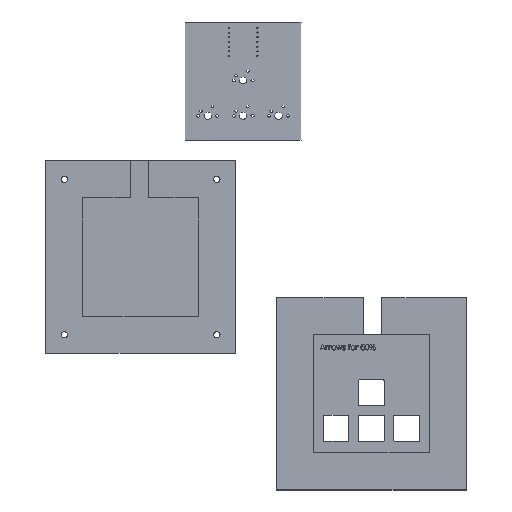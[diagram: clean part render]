
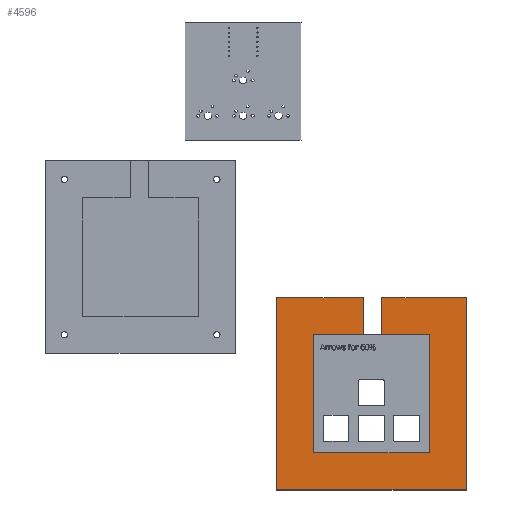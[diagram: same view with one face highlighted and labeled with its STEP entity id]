
A CAD part, top view. The second image highlights one B-rep face of the part: STEP entity #4596.
In plain terms, the highlighted planar face has unit normal (0, 0, 1).
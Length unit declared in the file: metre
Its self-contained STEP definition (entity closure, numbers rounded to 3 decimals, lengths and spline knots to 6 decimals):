
#923=ORIENTED_EDGE('',*,*,#2155,.F.);
#924=ORIENTED_EDGE('',*,*,#2104,.T.);
#925=ORIENTED_EDGE('',*,*,#2146,.T.);
#926=ORIENTED_EDGE('',*,*,#2112,.F.);
#927=ORIENTED_EDGE('',*,*,#2110,.F.);
#928=ORIENTED_EDGE('',*,*,#2107,.T.);
#929=ORIENTED_EDGE('',*,*,#2156,.T.);
#930=ORIENTED_EDGE('',*,*,#2061,.F.);
#931=ORIENTED_EDGE('',*,*,#2151,.T.);
#932=ORIENTED_EDGE('',*,*,#2153,.T.);
#933=ORIENTED_EDGE('',*,*,#2154,.F.);
#934=ORIENTED_EDGE('',*,*,#2148,.F.);
#2061=EDGE_CURVE('',#2744,#2745,#3089,.T.);
#2104=EDGE_CURVE('',#2786,#2787,#3116,.T.);
#2107=EDGE_CURVE('',#2789,#2788,#3119,.T.);
#2110=EDGE_CURVE('',#2789,#2790,#3122,.T.);
#2112=EDGE_CURVE('',#2790,#2791,#3124,.T.);
#2146=EDGE_CURVE('',#2787,#2791,#3158,.T.);
#2148=EDGE_CURVE('',#2792,#2793,#3160,.T.);
#2151=EDGE_CURVE('',#2744,#2794,#3163,.T.);
#2153=EDGE_CURVE('',#2794,#2795,#3165,.T.);
#2154=EDGE_CURVE('',#2793,#2795,#3166,.T.);
#2155=EDGE_CURVE('',#2786,#2792,#3167,.T.);
#2156=EDGE_CURVE('',#2788,#2745,#3168,.T.);
#2744=VERTEX_POINT('',#6831);
#2745=VERTEX_POINT('',#6832);
#2786=VERTEX_POINT('',#6918);
#2787=VERTEX_POINT('',#6919);
#2788=VERTEX_POINT('',#6922);
#2789=VERTEX_POINT('',#6924);
#2790=VERTEX_POINT('',#6929);
#2791=VERTEX_POINT('',#6933);
#2792=VERTEX_POINT('',#7003);
#2793=VERTEX_POINT('',#7005);
#2794=VERTEX_POINT('',#7009);
#2795=VERTEX_POINT('',#7013);
#3089=LINE('',#6830,#3526);
#3116=LINE('',#6917,#3553);
#3119=LINE('',#6923,#3556);
#3122=LINE('',#6928,#3559);
#3124=LINE('',#6932,#3561);
#3158=LINE('',#7000,#3595);
#3160=LINE('',#7004,#3597);
#3163=LINE('',#7010,#3600);
#3165=LINE('',#7014,#3602);
#3166=LINE('',#7016,#3603);
#3167=LINE('',#7018,#3604);
#3168=LINE('',#7019,#3605);
#3526=VECTOR('',#5419,1.);
#3553=VECTOR('',#5482,1.);
#3556=VECTOR('',#5485,1.);
#3559=VECTOR('',#5490,1.);
#3561=VECTOR('',#5494,1.);
#3595=VECTOR('',#5594,1.);
#3597=VECTOR('',#5598,1.);
#3600=VECTOR('',#5603,1.);
#3602=VECTOR('',#5607,1.);
#3603=VECTOR('',#5610,1.);
#3604=VECTOR('',#5613,1.);
#3605=VECTOR('',#5614,1.);
#3938=EDGE_LOOP('',(#923,#924,#925,#926,#927,#928,#929,#930,#931,#932,#933,
#934));
#4223=FACE_BOUND('',#3938,.T.);
#4454=PLANE('',#4964);
#4596=ADVANCED_FACE('',(#4223),#4454,.T.);
#4964=AXIS2_PLACEMENT_3D('',#7017,#5611,#5612);
#5419=DIRECTION('',(1.,0.,0.));
#5482=DIRECTION('',(1.,0.,0.));
#5485=DIRECTION('',(1.,0.,0.));
#5490=DIRECTION('',(0.,-1.,0.));
#5494=DIRECTION('',(1.,0.,0.));
#5594=DIRECTION('',(0.,-1.,0.));
#5598=DIRECTION('',(1.,0.,0.));
#5603=DIRECTION('',(0.,-1.,0.));
#5607=DIRECTION('',(1.,0.,0.));
#5610=DIRECTION('',(0.,-1.,0.));
#5611=DIRECTION('',(0.,0.,1.));
#5612=DIRECTION('',(1.,0.,0.));
#5613=DIRECTION('',(0.,1.,0.));
#5614=DIRECTION('',(0.,1.,0.));
#6830=CARTESIAN_POINT('',(0.000047,0.060941,0.002));
#6831=CARTESIAN_POINT('',(-0.051103,0.060941,0.002));
#6832=CARTESIAN_POINT('',(-0.004303,0.060941,0.002));
#6917=CARTESIAN_POINT('',(0.000047,0.040941,0.002));
#6918=CARTESIAN_POINT('',(0.005697,0.040941,0.002));
#6919=CARTESIAN_POINT('',(0.031197,0.040941,0.002));
#6922=CARTESIAN_POINT('',(-0.004303,0.040941,0.002));
#6923=CARTESIAN_POINT('',(0.000047,0.040941,0.002));
#6924=CARTESIAN_POINT('',(-0.031103,0.040941,0.002));
#6928=CARTESIAN_POINT('',(-0.031103,0.009041,0.002));
#6929=CARTESIAN_POINT('',(-0.031103,-0.022859,0.002));
#6932=CARTESIAN_POINT('',(0.000047,-0.022859,0.002));
#6933=CARTESIAN_POINT('',(0.031197,-0.022859,0.002));
#7000=CARTESIAN_POINT('',(0.031197,0.009041,0.002));
#7003=CARTESIAN_POINT('',(0.005697,0.060941,0.002));
#7004=CARTESIAN_POINT('',(0.000047,0.060941,0.002));
#7005=CARTESIAN_POINT('',(0.051197,0.060941,0.002));
#7009=CARTESIAN_POINT('',(-0.051103,-0.042859,0.002));
#7010=CARTESIAN_POINT('',(-0.051103,0.009041,0.002));
#7013=CARTESIAN_POINT('',(0.051197,-0.042859,0.002));
#7014=CARTESIAN_POINT('',(0.000047,-0.042859,0.002));
#7016=CARTESIAN_POINT('',(0.051197,0.009041,0.002));
#7017=CARTESIAN_POINT('',(0.000047,0.009041,0.002));
#7018=CARTESIAN_POINT('',(0.005697,0.009041,0.002));
#7019=CARTESIAN_POINT('',(-0.004303,0.009041,0.002));
